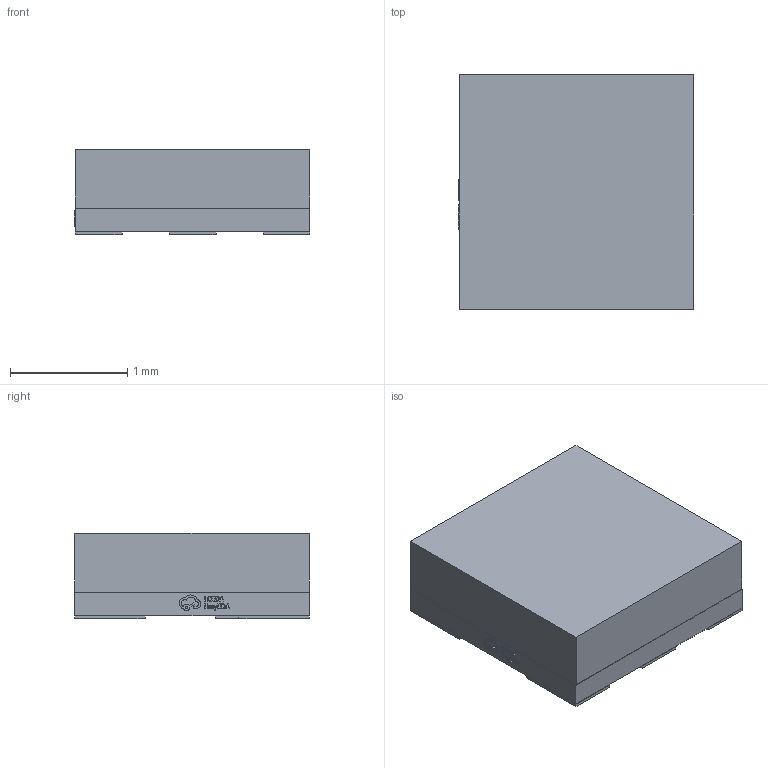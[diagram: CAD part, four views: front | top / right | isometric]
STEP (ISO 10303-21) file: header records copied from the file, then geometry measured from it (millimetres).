
FILE_DESCRIPTION (( 'STEP AP214' ), '1' );
FILE_NAME ('LED-SMD_6P-L2.0-W2.0-P0.80-TL.step', '2022-07-08T12:21:25', ( '' ), ( '' ), 'SwSTEP 2.0', 'SolidWorks 2020', '' );
FILE_SCHEMA (( 'AUTOMOTIVE_DESIGN' ));
Length unit declared in the file: millimetre
Products named in the file (1): LED-SMD_6P-L2.0-W2.0-P0.80-TL
Bounding box: 2.01 x 2 x 0.72 mm (x, y, z)
Volume: 2.8 mm3; surface area: 25 mm2
Topology: 8 solids, 8 shells, 331 faces, 867 edges, 578 vertices
Faces by surface type: plane 219, bspline 112
Entity records: 14384 total; most frequent: CARTESIAN_POINT 3881, ORIENTED_EDGE 1734, DIRECTION 1079, EDGE_CURVE 867, VECTOR 639, LINE 639, VERTEX_POINT 578, EDGE_LOOP 357
